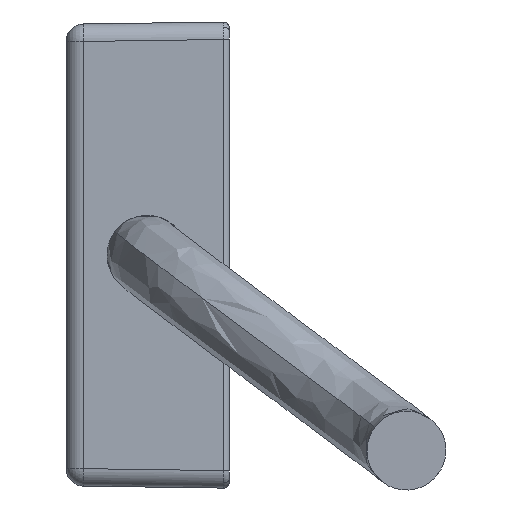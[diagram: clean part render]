
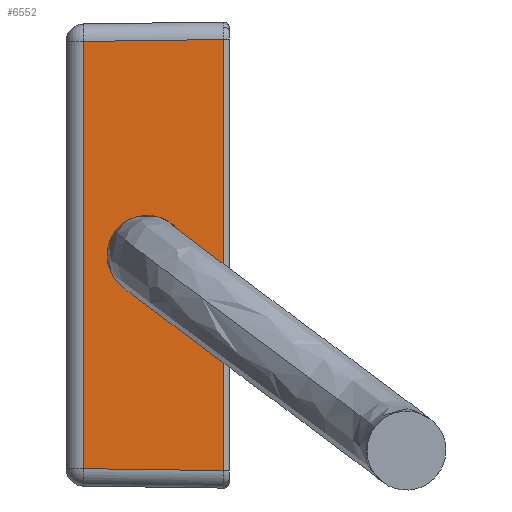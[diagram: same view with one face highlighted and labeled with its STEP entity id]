
A CAD part, left-side view. The second image highlights one B-rep face of the part: STEP entity #6552.
In plain terms, the highlighted planar face has unit normal (-1, 0.014, 0).
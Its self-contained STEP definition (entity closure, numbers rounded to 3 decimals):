
#126 = PLANE ( 'NONE',  #3903 ) ;
#331 = CARTESIAN_POINT ( 'NONE',  ( -74.993, 0.507, -18.493 ) ) ;
#418 = EDGE_CURVE ( 'NONE', #5986, #2595, #4679, .T. ) ;
#611 = DIRECTION ( 'NONE',  ( -0.014, -1., -0.014 ) ) ;
#837 = CARTESIAN_POINT ( 'NONE',  ( -74.95, 3.607, 0. ) ) ;
#1101 = VECTOR ( 'NONE', #3457, 1000. ) ;
#1392 = CARTESIAN_POINT ( 'NONE',  ( -75., 0., -20. ) ) ;
#1626 = CARTESIAN_POINT ( 'NONE',  ( -74.902, 7.006, 0. ) ) ;
#2304 = DIRECTION ( 'NONE',  ( -1., 0.014, 0. ) ) ;
#2390 = DIRECTION ( 'NONE',  ( -1., 0.014, 0. ) ) ;
#2461 = VERTEX_POINT ( 'NONE', #8295 ) ;
#2595 = VERTEX_POINT ( 'NONE', #837 ) ;
#3044 = LINE ( 'NONE', #4989, #8250 ) ;
#3103 = VECTOR ( 'NONE', #8076, 1000. ) ;
#3134 = LINE ( 'NONE', #8332, #1101 ) ;
#3314 = DIRECTION ( 'NONE',  ( -0.014, -1., 0. ) ) ;
#3457 = DIRECTION ( 'NONE',  ( 0., 0., -1. ) ) ;
#3663 = ORIENTED_EDGE ( 'NONE', *, *, #7161, .T. ) ;
#3903 = AXIS2_PLACEMENT_3D ( 'NONE', #1392, #7226, #3314 ) ;
#4236 = LINE ( 'NONE', #6943, #7285 ) ;
#4459 = CARTESIAN_POINT ( 'NONE',  ( -74.902, 7.006, 0. ) ) ;
#4679 = CIRCLE ( 'NONE', #8088, 3.4 ) ;
#4751 = VERTEX_POINT ( 'NONE', #331 ) ;
#4919 = DIRECTION ( 'NONE',  ( -0.014, -1., 0. ) ) ;
#4989 = CARTESIAN_POINT ( 'NONE',  ( -75., -0.021, -18.5 ) ) ;
#5025 = EDGE_CURVE ( 'NONE', #5404, #4751, #3044, .T. ) ;
#5404 = VERTEX_POINT ( 'NONE', #7775 ) ;
#5428 = FACE_OUTER_BOUND ( 'NONE', #6423, .T. ) ;
#5517 = LINE ( 'NONE', #8121, #3103 ) ;
#5579 = DIRECTION ( 'NONE',  ( 0.014, 1., -0.014 ) ) ;
#5719 = ORIENTED_EDGE ( 'NONE', *, *, #418, .F. ) ;
#5978 = EDGE_CURVE ( 'NONE', #6266, #2461, #4236, .T. ) ;
#5986 = VERTEX_POINT ( 'NONE', #7537 ) ;
#6060 = FACE_BOUND ( 'NONE', #7487, .T. ) ;
#6266 = VERTEX_POINT ( 'NONE', #7197 ) ;
#6288 = ORIENTED_EDGE ( 'NONE', *, *, #5978, .T. ) ;
#6354 = CIRCLE ( 'NONE', #6775, 3.4 ) ;
#6423 = EDGE_LOOP ( 'NONE', ( #7862, #3663, #6288, #6589 ) ) ;
#6552 = ADVANCED_FACE ( 'NONE', ( #6060, #5428 ), #126, .T. ) ;
#6589 = ORIENTED_EDGE ( 'NONE', *, *, #6709, .T. ) ;
#6709 = EDGE_CURVE ( 'NONE', #2461, #5404, #3134, .T. ) ;
#6775 = AXIS2_PLACEMENT_3D ( 'NONE', #4459, #2390, #4919 ) ;
#6943 = CARTESIAN_POINT ( 'NONE',  ( -74.992, 0.537, 18.493 ) ) ;
#7161 = EDGE_CURVE ( 'NONE', #4751, #6266, #5517, .T. ) ;
#7197 = CARTESIAN_POINT ( 'NONE',  ( -74.993, 0.507, 18.493 ) ) ;
#7220 = EDGE_CURVE ( 'NONE', #2595, #5986, #6354, .T. ) ;
#7226 = DIRECTION ( 'NONE',  ( -1., 0.014, 0. ) ) ;
#7285 = VECTOR ( 'NONE', #5579, 1000. ) ;
#7487 = EDGE_LOOP ( 'NONE', ( #7659, #5719 ) ) ;
#7509 = DIRECTION ( 'NONE',  ( -0.014, -1., 0. ) ) ;
#7537 = CARTESIAN_POINT ( 'NONE',  ( -74.855, 10.406, 0. ) ) ;
#7659 = ORIENTED_EDGE ( 'NONE', *, *, #7220, .F. ) ;
#7775 = CARTESIAN_POINT ( 'NONE',  ( -74.825, 12.521, -18.325 ) ) ;
#7862 = ORIENTED_EDGE ( 'NONE', *, *, #5025, .T. ) ;
#8076 = DIRECTION ( 'NONE',  ( 0., 0., 1. ) ) ;
#8088 = AXIS2_PLACEMENT_3D ( 'NONE', #1626, #2304, #7509 ) ;
#8121 = CARTESIAN_POINT ( 'NONE',  ( -74.993, 0.507, -20. ) ) ;
#8250 = VECTOR ( 'NONE', #611, 1000. ) ;
#8295 = CARTESIAN_POINT ( 'NONE',  ( -74.825, 12.521, 18.325 ) ) ;
#8332 = CARTESIAN_POINT ( 'NONE',  ( -74.825, 12.521, -19.805 ) ) ;
